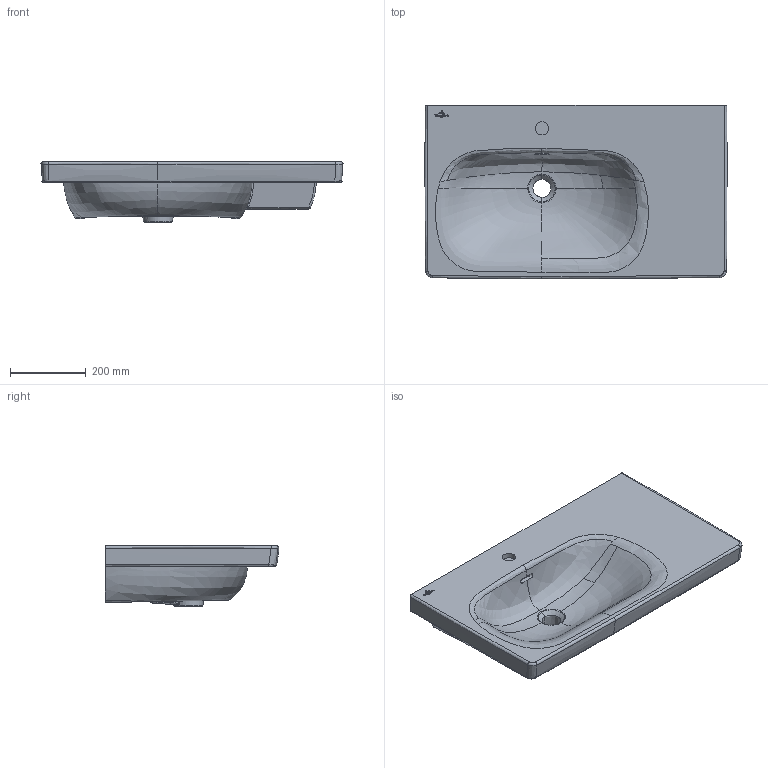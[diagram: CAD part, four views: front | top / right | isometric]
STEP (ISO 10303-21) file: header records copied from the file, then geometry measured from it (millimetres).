
FILE_DESCRIPTION(/* description */ (''),/* implementation_level */ '2;1');
FILE_NAME(/* name */ 'W5A52L1_Stockholm_WT_80_communication_model.stp',/* time_stamp */ '2024-10-30T08:47:57+01:00',/* author */ (''),/* organization */ (''),/* preprocessor_version */ 'ST-DEVELOPER v18.1',/* originating_system */ 'SIEMENS PLM Software NX 1973',/* authorisation */ '');
FILE_SCHEMA (('AUTOMOTIVE_DESIGN { 1 0 10303 214 3 1 1 1 }'));
Products named in the file (1): rupp151C16995wcd
Bounding box: 798.05 x 459.33 x 159.97 mm (x, y, z)
Volume: 19730076.5 mm3; surface area: 1094724.8 mm2
Topology: 26 solids, 26 shells, 573 faces, 1460 edges, 921 vertices
Faces by surface type: plane 207, bspline 199, cylinder 102, extrusion 40, sphere 18, torus 4, cone 2, revolution 1
Full cylindrical faces by diameter (mm): 0.542 x1, 35 x1
Entity records: 48684 total; most frequent: CARTESIAN_POINT 36367, ORIENTED_EDGE 2882, DIRECTION 1954, EDGE_CURVE 1441, VERTEX_POINT 922, AXIS2_PLACEMENT_3D 665, VECTOR 623, EDGE_LOOP 597
